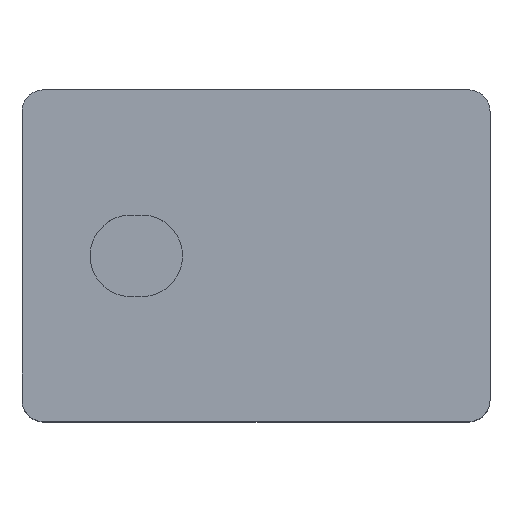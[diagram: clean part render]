
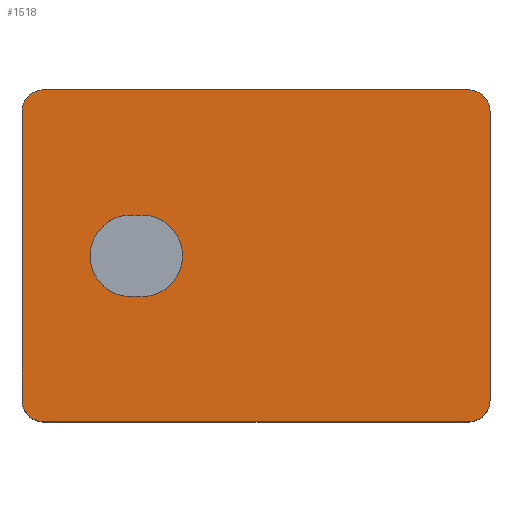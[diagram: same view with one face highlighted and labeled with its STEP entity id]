
A CAD part, top view. The second image highlights one B-rep face of the part: STEP entity #1518.
In plain terms, the highlighted planar face has unit normal (0, 0, 1).
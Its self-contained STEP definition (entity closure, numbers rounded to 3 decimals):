
#34=FACE_BOUND('',#259,.T.);
#54=CIRCLE('',#1599,3.75);
#57=CIRCLE('',#1604,3.75);
#67=CIRCLE('',#1650,2.);
#69=CIRCLE('',#1654,2.);
#71=CIRCLE('',#1658,2.);
#73=CIRCLE('',#1662,2.);
#171=FACE_OUTER_BOUND('',#258,.T.);
#258=EDGE_LOOP('',(#1349,#1350,#1351,#1352,#1353,#1354,#1355,#1356));
#259=EDGE_LOOP('',(#1357,#1358));
#422=LINE('',#2482,#595);
#426=LINE('',#2494,#599);
#430=LINE('',#2506,#603);
#434=LINE('',#2516,#607);
#595=VECTOR('',#2042,10.);
#599=VECTOR('',#2054,10.);
#603=VECTOR('',#2066,10.);
#607=VECTOR('',#2078,10.);
#662=VERTEX_POINT('',#2260);
#664=VERTEX_POINT('',#2263);
#732=VERTEX_POINT('',#2473);
#733=VERTEX_POINT('',#2475);
#735=VERTEX_POINT('',#2481);
#737=VERTEX_POINT('',#2487);
#739=VERTEX_POINT('',#2493);
#741=VERTEX_POINT('',#2499);
#743=VERTEX_POINT('',#2505);
#745=VERTEX_POINT('',#2511);
#830=EDGE_CURVE('',#664,#662,#54,.T.);
#846=EDGE_CURVE('',#662,#664,#57,.T.);
#935=EDGE_CURVE('',#733,#732,#67,.T.);
#938=EDGE_CURVE('',#735,#733,#422,.T.);
#941=EDGE_CURVE('',#737,#735,#69,.T.);
#944=EDGE_CURVE('',#739,#737,#426,.T.);
#947=EDGE_CURVE('',#741,#739,#71,.T.);
#950=EDGE_CURVE('',#743,#741,#430,.T.);
#953=EDGE_CURVE('',#745,#743,#73,.T.);
#956=EDGE_CURVE('',#732,#745,#434,.T.);
#1349=ORIENTED_EDGE('',*,*,#956,.T.);
#1350=ORIENTED_EDGE('',*,*,#953,.T.);
#1351=ORIENTED_EDGE('',*,*,#950,.T.);
#1352=ORIENTED_EDGE('',*,*,#947,.T.);
#1353=ORIENTED_EDGE('',*,*,#944,.T.);
#1354=ORIENTED_EDGE('',*,*,#941,.T.);
#1355=ORIENTED_EDGE('',*,*,#938,.T.);
#1356=ORIENTED_EDGE('',*,*,#935,.T.);
#1357=ORIENTED_EDGE('',*,*,#830,.T.);
#1358=ORIENTED_EDGE('',*,*,#846,.T.);
#1438=PLANE('',#1664);
#1518=ADVANCED_FACE('',(#171,#34),#1438,.T.);
#1599=AXIS2_PLACEMENT_3D('',#2264,#1842,#1843);
#1604=AXIS2_PLACEMENT_3D('',#2295,#1865,#1866);
#1650=AXIS2_PLACEMENT_3D('',#2476,#2036,#2037);
#1654=AXIS2_PLACEMENT_3D('',#2488,#2048,#2049);
#1658=AXIS2_PLACEMENT_3D('',#2500,#2060,#2061);
#1662=AXIS2_PLACEMENT_3D('',#2512,#2072,#2073);
#1664=AXIS2_PLACEMENT_3D('',#2517,#2079,#2080);
#1842=DIRECTION('center_axis',(0.,0.,-1.));
#1843=DIRECTION('ref_axis',(-1.,0.,0.));
#1865=DIRECTION('center_axis',(0.,0.,-1.));
#1866=DIRECTION('ref_axis',(-1.,0.,0.));
#2036=DIRECTION('center_axis',(0.,0.,1.));
#2037=DIRECTION('ref_axis',(1.,0.,0.));
#2042=DIRECTION('',(0.,1.,0.));
#2048=DIRECTION('center_axis',(0.,0.,1.));
#2049=DIRECTION('ref_axis',(0.,-1.,0.));
#2054=DIRECTION('',(1.,0.,0.));
#2060=DIRECTION('center_axis',(0.,0.,1.));
#2061=DIRECTION('ref_axis',(-1.,0.,0.));
#2066=DIRECTION('',(0.,-1.,0.));
#2072=DIRECTION('center_axis',(0.,0.,1.));
#2073=DIRECTION('ref_axis',(0.,1.,0.));
#2078=DIRECTION('',(-1.,0.,0.));
#2079=DIRECTION('center_axis',(0.,0.,1.));
#2080=DIRECTION('ref_axis',(-1.,0.,0.));
#2260=CARTESIAN_POINT('',(10.5,18.967,18.));
#2263=CARTESIAN_POINT('',(10.5,11.533,18.));
#2264=CARTESIAN_POINT('Origin',(10.,15.25,18.));
#2295=CARTESIAN_POINT('Origin',(11.,15.25,18.));
#2473=CARTESIAN_POINT('',(41.,30.5,18.));
#2475=CARTESIAN_POINT('',(43.,28.5,18.));
#2476=CARTESIAN_POINT('Origin',(41.,28.5,18.));
#2481=CARTESIAN_POINT('',(43.,2.,18.));
#2482=CARTESIAN_POINT('',(43.,2.,18.));
#2487=CARTESIAN_POINT('',(41.,0.,18.));
#2488=CARTESIAN_POINT('Origin',(41.,2.,18.));
#2493=CARTESIAN_POINT('',(2.,0.,18.));
#2494=CARTESIAN_POINT('',(2.,0.,18.));
#2499=CARTESIAN_POINT('',(0.,2.,18.));
#2500=CARTESIAN_POINT('Origin',(2.,2.,18.));
#2505=CARTESIAN_POINT('',(0.,28.5,18.));
#2506=CARTESIAN_POINT('',(0.,28.5,18.));
#2511=CARTESIAN_POINT('',(2.,30.5,18.));
#2512=CARTESIAN_POINT('Origin',(2.,28.5,18.));
#2516=CARTESIAN_POINT('',(41.,30.5,18.));
#2517=CARTESIAN_POINT('Origin',(21.5,15.25,18.));
